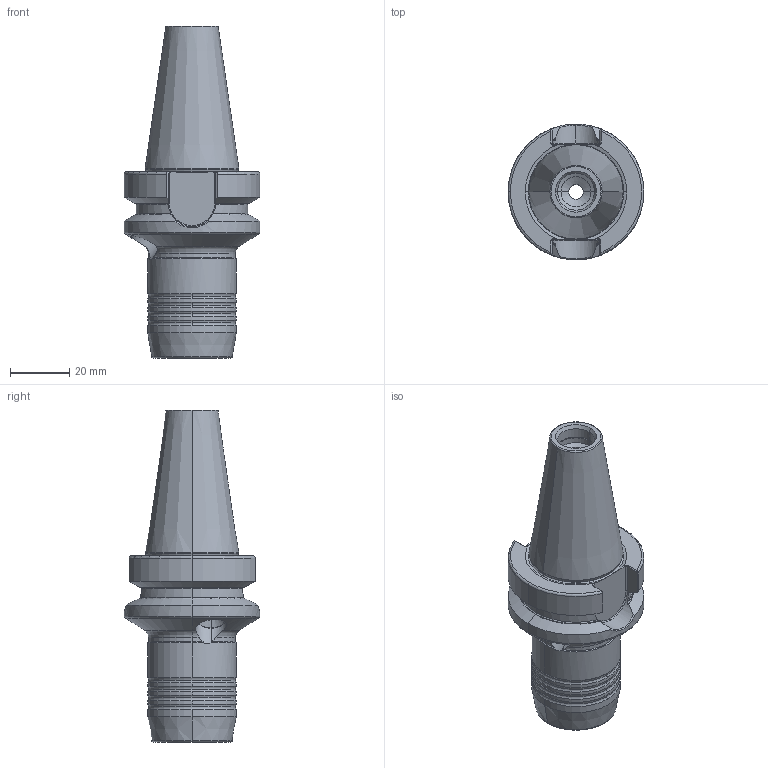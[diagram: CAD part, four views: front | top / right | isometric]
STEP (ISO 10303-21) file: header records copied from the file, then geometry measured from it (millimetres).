
FILE_DESCRIPTION (( 'STEP AP214' ), '1' );
FILE_NAME ('77DC.303.010 x=64_step.STEP', '2022-05-03T05:53:33', ( '' ), ( '' ), 'SwSTEP 2.0', 'SolidWorks 2018', '' );
FILE_SCHEMA (( 'AUTOMOTIVE_DESIGN' ));
Length unit declared in the file: millimetre
Products named in the file (1): 77DC.303.010 x=64_step
Bounding box: 45.96 x 45.96 x 112.4 mm (x, y, z)
Volume: 76613.3 mm3; surface area: 16872.1 mm2
Topology: 1 solids, 1 shells, 151 faces, 370 edges, 221 vertices
Faces by surface type: torus 43, cylinder 43, cone 35, plane 24, bspline 6
Entity records: 6163 total; most frequent: CARTESIAN_POINT 2351, DIRECTION 784, ORIENTED_EDGE 736, EDGE_CURVE 368, AXIS2_PLACEMENT_3D 341, VERTEX_POINT 221, CIRCLE 195, EDGE_LOOP 155
